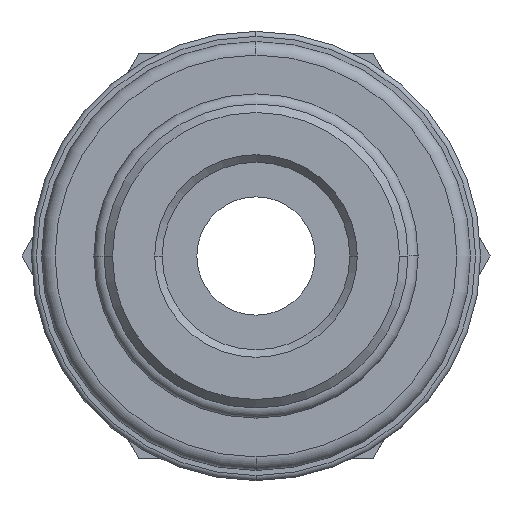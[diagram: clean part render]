
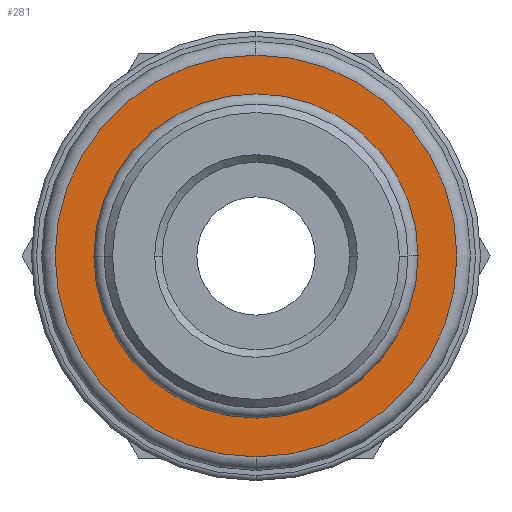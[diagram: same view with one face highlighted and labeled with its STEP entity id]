
A CAD part, front view. The second image highlights one B-rep face of the part: STEP entity #281.
In plain terms, the highlighted planar face has unit normal (0, -1, 0).
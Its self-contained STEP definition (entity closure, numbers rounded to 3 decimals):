
#281=ADVANCED_FACE('',(#569,#570),#571,.T.);
#569=FACE_BOUND('',#850,.T.);
#570=FACE_OUTER_BOUND('',#851,.T.);
#571=PLANE('',#852);
#850=EDGE_LOOP('',(#1581,#1582,#1583));
#851=EDGE_LOOP('',(#1584,#1585,#1586));
#852=AXIS2_PLACEMENT_3D('',#1587,#1588,#1589);
#1581=ORIENTED_EDGE('',*,*,#1623,.T.);
#1582=ORIENTED_EDGE('',*,*,#1613,.T.);
#1583=ORIENTED_EDGE('',*,*,#1624,.T.);
#1584=ORIENTED_EDGE('',*,*,#1752,.F.);
#1585=ORIENTED_EDGE('',*,*,#1751,.F.);
#1586=ORIENTED_EDGE('',*,*,#1876,.F.);
#1587=CARTESIAN_POINT('',(10.45,3.0,0.0));
#1588=DIRECTION('',(-0.0,-1.0,-0.0));
#1589=DIRECTION('',(-1.0,0.0,0.0));
#1613=EDGE_CURVE('',#1909,#1907,#1910,.T.);
#1623=EDGE_CURVE('',#1925,#1909,#1926,.T.);
#1624=EDGE_CURVE('',#1907,#1925,#1927,.T.);
#1751=EDGE_CURVE('',#2124,#2126,#2127,.T.);
#1752=EDGE_CURVE('',#2126,#2128,#2129,.T.);
#1876=EDGE_CURVE('',#2128,#2124,#2283,.T.);
#1907=VERTEX_POINT('',#2318);
#1909=VERTEX_POINT('',#2320);
#1910=CIRCLE('',#2321,9.52);
#1925=VERTEX_POINT('',#2338);
#1926=CIRCLE('',#2339,9.52);
#1927=CIRCLE('',#2340,9.52);
#2124=VERTEX_POINT('',#2691);
#2126=VERTEX_POINT('',#2693);
#2127=CIRCLE('',#2694,11.9);
#2128=VERTEX_POINT('',#2695);
#2129=CIRCLE('',#2696,11.9);
#2283=CIRCLE('',#2872,11.9);
#2318=CARTESIAN_POINT('',(-9.52,3.0,0.));
#2320=CARTESIAN_POINT('',(9.52,3.0,0.));
#2321=AXIS2_PLACEMENT_3D('',#2904,#2905,#2906);
#2338=CARTESIAN_POINT('',(0.,3.0,9.52));
#2339=AXIS2_PLACEMENT_3D('',#2924,#2925,#2926);
#2340=AXIS2_PLACEMENT_3D('',#2927,#2928,#2929);
#2691=CARTESIAN_POINT('',(0.,3.0,11.9));
#2693=CARTESIAN_POINT('',(11.9,3.0,0.0));
#2694=AXIS2_PLACEMENT_3D('',#3141,#3142,#3143);
#2695=CARTESIAN_POINT('',(0.,3.0,-11.9));
#2696=AXIS2_PLACEMENT_3D('',#3144,#3145,#3146);
#2872=AXIS2_PLACEMENT_3D('',#3331,#3332,#3333);
#2904=CARTESIAN_POINT('',(0.0,3.0,0.0));
#2905=DIRECTION('',(0.0,1.0,0.0));
#2906=DIRECTION('',(0.0,0.0,-1.0));
#2924=CARTESIAN_POINT('',(0.0,3.0,0.0));
#2925=DIRECTION('',(0.0,1.0,0.0));
#2926=DIRECTION('',(0.0,0.0,-1.0));
#2927=CARTESIAN_POINT('',(0.0,3.0,0.0));
#2928=DIRECTION('',(0.0,1.0,0.0));
#2929=DIRECTION('',(0.0,0.0,-1.0));
#3141=CARTESIAN_POINT('',(0.0,3.0,0.0));
#3142=DIRECTION('',(-0.0,1.0,0.0));
#3143=DIRECTION('',(1.0,0.0,0.0));
#3144=CARTESIAN_POINT('',(0.0,3.0,0.0));
#3145=DIRECTION('',(-0.0,1.0,0.0));
#3146=DIRECTION('',(1.0,0.0,0.0));
#3331=CARTESIAN_POINT('',(0.0,3.0,0.0));
#3332=DIRECTION('',(-0.0,1.0,0.0));
#3333=DIRECTION('',(1.0,0.0,0.0));
